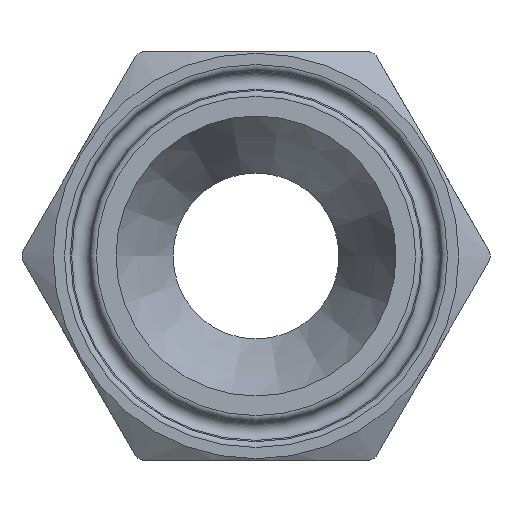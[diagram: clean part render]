
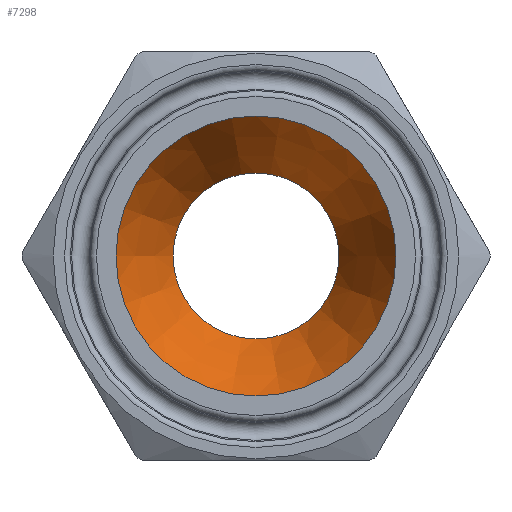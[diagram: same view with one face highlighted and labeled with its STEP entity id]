
A CAD part, left-side view. The second image highlights one B-rep face of the part: STEP entity #7298.
In plain terms, the highlighted conical face has half-angle 26 degrees and reference radius 13.856 mm.
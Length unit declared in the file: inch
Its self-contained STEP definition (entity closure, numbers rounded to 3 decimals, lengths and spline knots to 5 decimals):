
#32=CONICAL_SURFACE('',#7781,0.5455,26.);
#138=FACE_BOUND('',#1360,.T.);
#894=FACE_OUTER_BOUND('',#1359,.T.);
#1359=EDGE_LOOP('',(#6814));
#1360=EDGE_LOOP('',(#6815));
#1532=CIRCLE('',#7721,0.406);
#1553=CIRCLE('',#7761,0.685);
#3559=VERTEX_POINT('',#15570);
#3593=VERTEX_POINT('',#15692);
#4620=EDGE_CURVE('',#3559,#3559,#1532,.T.);
#4665=EDGE_CURVE('',#3593,#3593,#1553,.T.);
#6814=ORIENTED_EDGE('',*,*,#4665,.F.);
#6815=ORIENTED_EDGE('',*,*,#4620,.T.);
#7298=ADVANCED_FACE('',(#894,#138),#32,.F.);
#7721=AXIS2_PLACEMENT_3D('',#15571,#9100,#9101);
#7761=AXIS2_PLACEMENT_3D('',#15693,#9192,#9193);
#7781=AXIS2_PLACEMENT_3D('',#15720,#9232,#9233);
#9100=DIRECTION('center_axis',(1.,0.,0.));
#9101=DIRECTION('ref_axis',(0.,1.,0.));
#9192=DIRECTION('center_axis',(1.,0.,0.));
#9193=DIRECTION('ref_axis',(0.,1.,0.));
#9232=DIRECTION('center_axis',(-1.,0.,0.));
#9233=DIRECTION('ref_axis',(0.,1.,0.));
#15570=CARTESIAN_POINT('',(0.57203,0.406,0.));
#15571=CARTESIAN_POINT('Origin',(0.57203,0.,
0.));
#15692=CARTESIAN_POINT('',(0.,0.685,0.));
#15693=CARTESIAN_POINT('Origin',(0.,0.,
0.));
#15720=CARTESIAN_POINT('Origin',(0.28602,0.,
0.));
